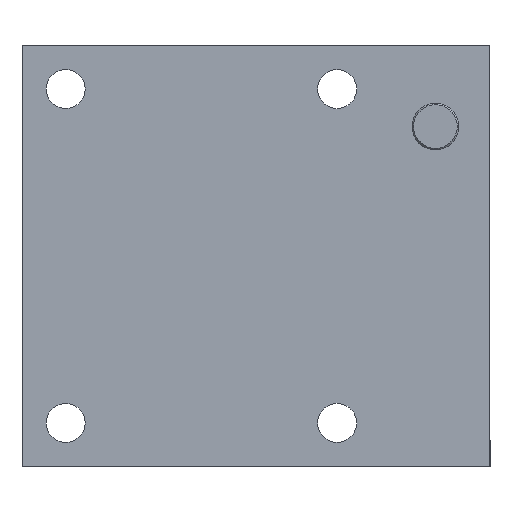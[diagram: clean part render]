
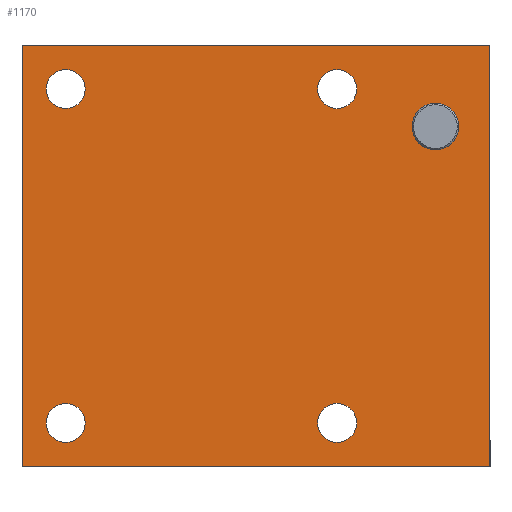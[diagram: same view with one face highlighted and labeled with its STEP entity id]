
A CAD part, front view. The second image highlights one B-rep face of the part: STEP entity #1170.
In plain terms, the highlighted face is planar.
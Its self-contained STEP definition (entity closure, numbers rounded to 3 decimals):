
#1170=ADVANCED_FACE('0:1271',(#2203,#2204,#2205,#2206,#2207,#2208),#2209,.F.);
#2203=FACE_OUTER_BOUND('',#3321,.T.);
#2204=FACE_BOUND('',#3322,.T.);
#2205=FACE_BOUND('',#3323,.T.);
#2206=FACE_BOUND('',#3324,.T.);
#2207=FACE_BOUND('',#3325,.T.);
#2208=FACE_BOUND('',#3326,.T.);
#2209=PLANE('',#3327);
#3321=EDGE_LOOP('',(#5477,#5478,#5479,#5480));
#3322=EDGE_LOOP('',(#5481,#5482));
#3323=EDGE_LOOP('',(#5483,#5484));
#3324=EDGE_LOOP('',(#5485,#5486));
#3325=EDGE_LOOP('',(#5487,#5488));
#3326=EDGE_LOOP('',(#5489,#5490));
#3327=AXIS2_PLACEMENT_3D('',#5491,#5492,#5493);
#5477=ORIENTED_EDGE('',*,*,#7191,.T.);
#5478=ORIENTED_EDGE('',*,*,#7228,.T.);
#5479=ORIENTED_EDGE('',*,*,#6544,.T.);
#5480=ORIENTED_EDGE('',*,*,#7229,.T.);
#5481=ORIENTED_EDGE('',*,*,#7230,.F.);
#5482=ORIENTED_EDGE('',*,*,#7231,.F.);
#5483=ORIENTED_EDGE('',*,*,#7134,.T.);
#5484=ORIENTED_EDGE('',*,*,#7137,.T.);
#5485=ORIENTED_EDGE('',*,*,#6725,.T.);
#5486=ORIENTED_EDGE('',*,*,#6477,.T.);
#5487=ORIENTED_EDGE('',*,*,#6935,.T.);
#5488=ORIENTED_EDGE('',*,*,#7162,.T.);
#5489=ORIENTED_EDGE('',*,*,#7232,.T.);
#5490=ORIENTED_EDGE('',*,*,#7065,.T.);
#5491=CARTESIAN_POINT('',(0.0,0.0,5.0));
#5492=DIRECTION('',(0.0,0.0,1.0));
#5493=DIRECTION('',(1.0,-0.0,0.0));
#6477=EDGE_CURVE('',#7560,#7565,#7567,.T.);
#6544=EDGE_CURVE('0:1505',#7685,#7683,#7686,.F.);
#6725=EDGE_CURVE('0:1517',#7565,#7560,#7977,.T.);
#6935=EDGE_CURVE('0:1520',#8301,#8298,#8302,.T.);
#7065=EDGE_CURVE('',#8483,#8485,#8487,.T.);
#7134=EDGE_CURVE('0:1514',#8580,#8578,#8581,.T.);
#7137=EDGE_CURVE('',#8578,#8580,#8584,.T.);
#7162=EDGE_CURVE('',#8298,#8301,#8617,.T.);
#7191=EDGE_CURVE('0:1499',#8657,#8655,#8658,.F.);
#7228=EDGE_CURVE('0:1502',#8655,#7685,#8700,.F.);
#7229=EDGE_CURVE('0:1508',#7683,#8657,#8701,.F.);
#7230=EDGE_CURVE('0:1511',#8702,#8703,#8704,.T.);
#7231=EDGE_CURVE('',#8703,#8702,#8705,.T.);
#7232=EDGE_CURVE('0:1523',#8485,#8483,#8706,.T.);
#7560=VERTEX_POINT('',#9132);
#7565=VERTEX_POINT('',#9138);
#7567=CIRCLE('',#9141,12.5);
#7683=VERTEX_POINT('',#9300);
#7685=VERTEX_POINT('',#9303);
#7686=LINE('',#9304,#9305);
#7977=CIRCLE('',#9755,12.5);
#8298=VERTEX_POINT('',#10189);
#8301=VERTEX_POINT('',#10193);
#8302=CIRCLE('',#10194,12.5);
#8483=VERTEX_POINT('',#10499);
#8485=VERTEX_POINT('',#10502);
#8487=CIRCLE('',#10505,12.5);
#8578=VERTEX_POINT('',#10616);
#8580=VERTEX_POINT('',#10619);
#8581=CIRCLE('',#10620,12.5);
#8584=CIRCLE('',#10624,12.5);
#8617=CIRCLE('',#10661,12.5);
#8655=VERTEX_POINT('',#10709);
#8657=VERTEX_POINT('',#10712);
#8658=LINE('',#10713,#10714);
#8700=LINE('',#10770,#10771);
#8701=LINE('',#10772,#10773);
#8702=VERTEX_POINT('',#10774);
#8703=VERTEX_POINT('',#10775);
#8704=CIRCLE('',#10776,15.0);
#8705=CIRCLE('',#10777,15.0);
#8706=CIRCLE('',#10778,12.5);
#9132=CARTESIAN_POINT('',(-5.513,-199.57,5.));
#9138=CARTESIAN_POINT('',(-5.513,-174.57,5.));
#9141=AXIS2_PLACEMENT_3D('',#11322,#11323,#11324);
#9300=CARTESIAN_POINT('',(-33.513,84.93,5.0));
#9303=CARTESIAN_POINT('',(-33.513,-215.07,5.0));
#9304=CARTESIAN_POINT('',(-33.513,-50.035,5.0));
#9305=VECTOR('',#11432,0.001);
#9755=AXIS2_PLACEMENT_3D('',#11703,#11704,#11705);
#10189=CARTESIAN_POINT('',(208.487,-199.57,5.));
#10193=CARTESIAN_POINT('',(208.487,-174.57,5.));
#10194=AXIS2_PLACEMENT_3D('',#12011,#12012,#12013);
#10499=CARTESIAN_POINT('',(208.487,-0.57,5.));
#10502=CARTESIAN_POINT('',(208.487,-25.57,5.));
#10505=AXIS2_PLACEMENT_3D('',#12191,#12192,#12193);
#10616=CARTESIAN_POINT('',(-5.513,-0.57,5.0));
#10619=CARTESIAN_POINT('',(-5.513,-25.57,5.0));
#10620=AXIS2_PLACEMENT_3D('',#12300,#12301,#12302);
#10624=AXIS2_PLACEMENT_3D('',#12304,#12305,#12306);
#10661=AXIS2_PLACEMENT_3D('',#12347,#12348,#12349);
#10709=CARTESIAN_POINT('',(236.487,-215.07,5.0));
#10712=CARTESIAN_POINT('',(236.487,84.93,5.0));
#10713=CARTESIAN_POINT('',(236.487,-50.035,5.0));
#10714=VECTOR('',#12379,0.001);
#10770=CARTESIAN_POINT('',(50.744,-215.07,5.0));
#10771=VECTOR('',#12409,0.001);
#10772=CARTESIAN_POINT('',(50.744,84.93,5.0));
#10773=VECTOR('',#12410,0.001);
#10774=CARTESIAN_POINT('',(169.487,49.93,5.0));
#10775=CARTESIAN_POINT('',(199.487,49.93,5.0));
#10776=AXIS2_PLACEMENT_3D('',#12411,#12412,#12413);
#10777=AXIS2_PLACEMENT_3D('',#12414,#12415,#12416);
#10778=AXIS2_PLACEMENT_3D('',#12417,#12418,#12419);
#11322=CARTESIAN_POINT('',(-5.513,-187.07,5.));
#11323=DIRECTION('',(0.0,0.0,1.0));
#11324=DIRECTION('',(0.,-1.0,0.0));
#11432=DIRECTION('',(0.0,-1.0,0.0));
#11703=CARTESIAN_POINT('',(-5.513,-187.07,5.));
#11704=DIRECTION('',(0.0,0.0,1.0));
#11705=DIRECTION('',(0.,-1.0,0.0));
#12011=CARTESIAN_POINT('',(208.487,-187.07,5.));
#12012=DIRECTION('',(0.0,0.0,1.0));
#12013=DIRECTION('',(0.,-1.0,0.0));
#12191=CARTESIAN_POINT('',(208.487,-13.07,5.));
#12192=DIRECTION('',(0.0,-0.0,1.0));
#12193=DIRECTION('',(0.,1.0,0.0));
#12300=CARTESIAN_POINT('',(-5.513,-13.07,5.0));
#12301=DIRECTION('',(0.0,0.0,1.0));
#12302=DIRECTION('',(0.,1.0,0.0));
#12304=CARTESIAN_POINT('',(-5.513,-13.07,5.0));
#12305=DIRECTION('',(0.0,0.0,1.0));
#12306=DIRECTION('',(0.,1.0,0.0));
#12347=CARTESIAN_POINT('',(208.487,-187.07,5.));
#12348=DIRECTION('',(0.0,0.0,1.0));
#12349=DIRECTION('',(0.,-1.0,0.0));
#12379=DIRECTION('',(-0.0,1.0,0.0));
#12409=DIRECTION('',(1.0,0.0,-0.0));
#12410=DIRECTION('',(-1.0,0.0,0.0));
#12411=CARTESIAN_POINT('',(184.487,49.93,5.0));
#12412=DIRECTION('',(0.0,0.0,-1.0));
#12413=DIRECTION('',(1.0,0.0,0.0));
#12414=CARTESIAN_POINT('',(184.487,49.93,5.0));
#12415=DIRECTION('',(0.0,0.0,-1.0));
#12416=DIRECTION('',(1.0,0.0,0.0));
#12417=CARTESIAN_POINT('',(208.487,-13.07,5.));
#12418=DIRECTION('',(0.0,-0.0,1.0));
#12419=DIRECTION('',(0.,1.0,0.0));
